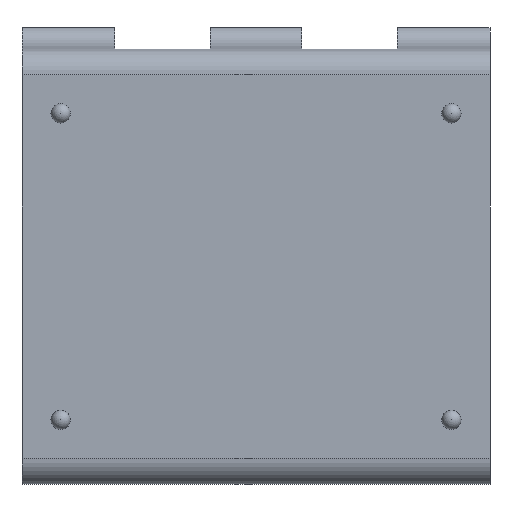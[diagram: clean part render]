
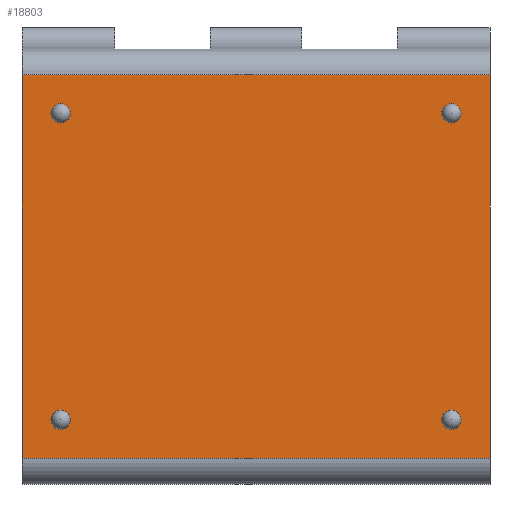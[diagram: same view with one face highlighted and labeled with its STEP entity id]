
A CAD part, front view. The second image highlights one B-rep face of the part: STEP entity #18803.
In plain terms, the highlighted planar face has unit normal (0, -1, 0).
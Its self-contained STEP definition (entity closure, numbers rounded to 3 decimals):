
#1972=FACE_BOUND('',#4388,.T.);
#1973=FACE_BOUND('',#4389,.T.);
#1974=FACE_BOUND('',#4390,.T.);
#1975=FACE_BOUND('',#4391,.T.);
#2310=PLANE('',#19246);
#3339=FACE_OUTER_BOUND('',#4387,.T.);
#4387=EDGE_LOOP('',(#17491,#17492,#17493,#17494));
#4388=EDGE_LOOP('',(#17495));
#4389=EDGE_LOOP('',(#17496));
#4390=EDGE_LOOP('',(#17497));
#4391=EDGE_LOOP('',(#17498));
#5876=LINE('',#38132,#7366);
#5877=LINE('',#38135,#7367);
#5878=LINE('',#38137,#7368);
#5879=LINE('',#38138,#7369);
#7366=VECTOR('',#21565,10.);
#7367=VECTOR('',#21568,10.);
#7368=VECTOR('',#21569,10.);
#7369=VECTOR('',#21570,10.);
#7412=CIRCLE('',#18888,1.5);
#7414=CIRCLE('',#18891,1.5);
#7416=CIRCLE('',#18894,1.5);
#7418=CIRCLE('',#18897,1.5);
#7547=VERTEX_POINT('',#21886);
#7549=VERTEX_POINT('',#21891);
#7551=VERTEX_POINT('',#21896);
#7553=VERTEX_POINT('',#21901);
#9290=VERTEX_POINT('',#38128);
#9291=VERTEX_POINT('',#38130);
#9292=VERTEX_POINT('',#38134);
#9293=VERTEX_POINT('',#38136);
#9430=EDGE_CURVE('',#7547,#7547,#7412,.T.);
#9432=EDGE_CURVE('',#7549,#7549,#7414,.T.);
#9434=EDGE_CURVE('',#7551,#7551,#7416,.T.);
#9436=EDGE_CURVE('',#7553,#7553,#7418,.T.);
#12108=EDGE_CURVE('',#9290,#9291,#5876,.T.);
#12109=EDGE_CURVE('',#9290,#9292,#5877,.T.);
#12110=EDGE_CURVE('',#9293,#9291,#5878,.T.);
#12111=EDGE_CURVE('',#9292,#9293,#5879,.T.);
#17491=ORIENTED_EDGE('',*,*,#12109,.F.);
#17492=ORIENTED_EDGE('',*,*,#12108,.T.);
#17493=ORIENTED_EDGE('',*,*,#12110,.F.);
#17494=ORIENTED_EDGE('',*,*,#12111,.F.);
#17495=ORIENTED_EDGE('',*,*,#9430,.T.);
#17496=ORIENTED_EDGE('',*,*,#9432,.T.);
#17497=ORIENTED_EDGE('',*,*,#9436,.T.);
#17498=ORIENTED_EDGE('',*,*,#9434,.T.);
#18803=ADVANCED_FACE('',(#3339,#1972,#1973,#1974,#1975),#2310,.T.);
#18888=AXIS2_PLACEMENT_3D('',#21887,#19482,#19483);
#18891=AXIS2_PLACEMENT_3D('',#21892,#19488,#19489);
#18894=AXIS2_PLACEMENT_3D('',#21897,#19494,#19495);
#18897=AXIS2_PLACEMENT_3D('',#21902,#19500,#19501);
#19246=AXIS2_PLACEMENT_3D('',#38133,#21566,#21567);
#19482=DIRECTION('center_axis',(0.,1.,0.));
#19483=DIRECTION('ref_axis',(1.,0.,0.));
#19488=DIRECTION('center_axis',(0.,1.,0.));
#19489=DIRECTION('ref_axis',(1.,0.,0.));
#19494=DIRECTION('center_axis',(0.,1.,0.));
#19495=DIRECTION('ref_axis',(1.,0.,0.));
#19500=DIRECTION('center_axis',(0.,1.,0.));
#19501=DIRECTION('ref_axis',(1.,0.,0.));
#21565=DIRECTION('',(-1.,0.,0.));
#21566=DIRECTION('center_axis',(0.,-1.,0.));
#21567=DIRECTION('ref_axis',(0.,0.,1.));
#21568=DIRECTION('',(0.,0.,-1.));
#21569=DIRECTION('',(0.,0.,1.));
#21570=DIRECTION('',(-1.,0.,0.));
#21886=CARTESIAN_POINT('',(47.35,-25.893,5.25));
#21887=CARTESIAN_POINT('Origin',(47.35,-25.893,3.75));
#21891=CARTESIAN_POINT('',(-13.35,-25.893,5.25));
#21892=CARTESIAN_POINT('Origin',(-13.35,-25.893,3.75));
#21896=CARTESIAN_POINT('',(-13.35,-25.893,52.85));
#21897=CARTESIAN_POINT('Origin',(-13.35,-25.893,51.35));
#21901=CARTESIAN_POINT('',(47.35,-25.893,52.85));
#21902=CARTESIAN_POINT('Origin',(47.35,-25.893,51.35));
#38128=CARTESIAN_POINT('',(53.35,-25.893,57.35));
#38130=CARTESIAN_POINT('',(-19.35,-25.893,57.35));
#38132=CARTESIAN_POINT('',(53.35,-25.893,57.35));
#38133=CARTESIAN_POINT('Origin',(53.35,-25.893,-2.25));
#38134=CARTESIAN_POINT('',(53.35,-25.893,-2.25));
#38135=CARTESIAN_POINT('',(53.35,-25.893,43.275));
#38136=CARTESIAN_POINT('',(-19.35,-25.893,-2.25));
#38137=CARTESIAN_POINT('',(-19.35,-25.893,43.275));
#38138=CARTESIAN_POINT('',(53.35,-25.893,-2.25));
